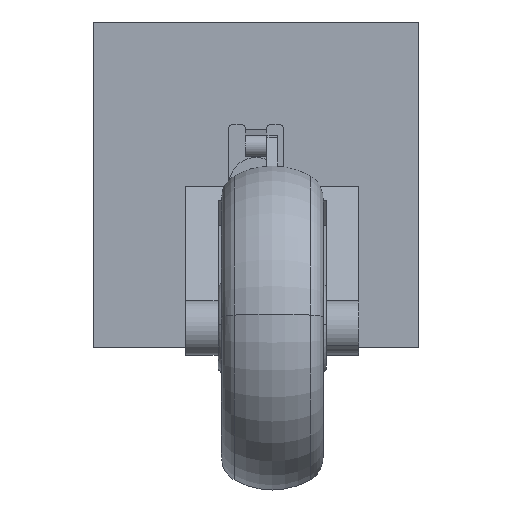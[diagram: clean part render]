
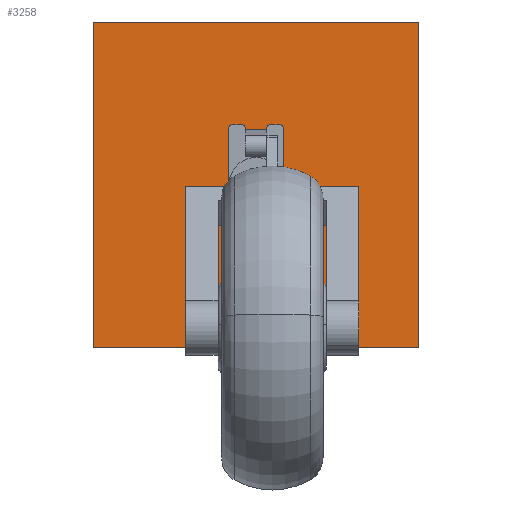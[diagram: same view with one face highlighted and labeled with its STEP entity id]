
A CAD part, front view. The second image highlights one B-rep face of the part: STEP entity #3258.
In plain terms, the highlighted planar face has unit normal (0, -1, 0).
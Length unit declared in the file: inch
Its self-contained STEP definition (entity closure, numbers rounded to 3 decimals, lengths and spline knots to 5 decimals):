
#102 = EDGE_CURVE ( 'NONE', #3675, #966, #5090, .T. ) ;
#221 = EDGE_CURVE ( 'NONE', #3732, #4743, #2826, .T. ) ;
#247 = CARTESIAN_POINT ( 'NONE',  ( -1.5, 0., -1.5 ) ) ;
#540 = CARTESIAN_POINT ( 'NONE',  ( 0., 0., -0.25 ) ) ;
#565 = DIRECTION ( 'NONE',  ( 0., 0., -1. ) ) ;
#592 = EDGE_CURVE ( 'NONE', #5485, #4541, #4352, .T. ) ;
#672 = AXIS2_PLACEMENT_3D ( 'NONE', #2432, #4671, #4183 ) ;
#829 = CARTESIAN_POINT ( 'NONE',  ( -1.5, 0., 1.5 ) ) ;
#832 = ORIENTED_EDGE ( 'NONE', *, *, #102, .F. ) ;
#914 = CARTESIAN_POINT ( 'NONE',  ( 0., 0., 0.25 ) ) ;
#966 = VERTEX_POINT ( 'NONE', #247 ) ;
#1169 = CARTESIAN_POINT ( 'NONE',  ( 0., 0., 0. ) ) ;
#1358 = CARTESIAN_POINT ( 'NONE',  ( -1.5, 0., 1.5 ) ) ;
#1424 = EDGE_CURVE ( 'NONE', #966, #3732, #5931, .T. ) ;
#1639 = ORIENTED_EDGE ( 'NONE', *, *, #2560, .F. ) ;
#1641 = CARTESIAN_POINT ( 'NONE',  ( -1.5, 0., 1.5 ) ) ;
#1946 = PLANE ( 'NONE',  #672 ) ;
#2432 = CARTESIAN_POINT ( 'NONE',  ( 0., 0., 0. ) ) ;
#2560 = EDGE_CURVE ( 'NONE', #4743, #3675, #6058, .T. ) ;
#2709 = EDGE_CURVE ( 'NONE', #4541, #5485, #3191, .T. ) ;
#2826 = LINE ( 'NONE', #1358, #5777 ) ;
#2981 = DIRECTION ( 'NONE',  ( 1., 0., 0. ) ) ;
#3191 = CIRCLE ( 'NONE', #4625, 0.25 ) ;
#3258 = ADVANCED_FACE ( 'NONE', ( #4705, #3510 ), #1946, .T. ) ;
#3362 = CARTESIAN_POINT ( 'NONE',  ( 0., 0., 0. ) ) ;
#3510 = FACE_OUTER_BOUND ( 'NONE', #4472, .T. ) ;
#3527 = DIRECTION ( 'NONE',  ( 0., 0., -1. ) ) ;
#3675 = VERTEX_POINT ( 'NONE', #5878 ) ;
#3732 = VERTEX_POINT ( 'NONE', #1641 ) ;
#3931 = EDGE_LOOP ( 'NONE', ( #6578, #6889 ) ) ;
#4015 = ORIENTED_EDGE ( 'NONE', *, *, #1424, .F. ) ;
#4183 = DIRECTION ( 'NONE',  ( 0., 0., -1. ) ) ;
#4352 = CIRCLE ( 'NONE', #5412, 0.25 ) ;
#4472 = EDGE_LOOP ( 'NONE', ( #1639, #6943, #4015, #832 ) ) ;
#4529 = DIRECTION ( 'NONE',  ( -1., 0., 0. ) ) ;
#4541 = VERTEX_POINT ( 'NONE', #540 ) ;
#4625 = AXIS2_PLACEMENT_3D ( 'NONE', #1169, #5779, #3527 ) ;
#4654 = VECTOR ( 'NONE', #5398, 39.37008 ) ;
#4671 = DIRECTION ( 'NONE',  ( 0., -1., 0. ) ) ;
#4705 = FACE_BOUND ( 'NONE', #3931, .T. ) ;
#4743 = VERTEX_POINT ( 'NONE', #5806 ) ;
#4926 = CARTESIAN_POINT ( 'NONE',  ( 1.5, 0., 1.5 ) ) ;
#5090 = LINE ( 'NONE', #7380, #5422 ) ;
#5398 = DIRECTION ( 'NONE',  ( 0., 0., 1. ) ) ;
#5412 = AXIS2_PLACEMENT_3D ( 'NONE', #3362, #5641, #565 ) ;
#5422 = VECTOR ( 'NONE', #4529, 39.37008 ) ;
#5485 = VERTEX_POINT ( 'NONE', #914 ) ;
#5641 = DIRECTION ( 'NONE',  ( 0., -1., 0. ) ) ;
#5777 = VECTOR ( 'NONE', #2981, 39.37008 ) ;
#5779 = DIRECTION ( 'NONE',  ( 0., -1., 0. ) ) ;
#5806 = CARTESIAN_POINT ( 'NONE',  ( 1.5, 0., 1.5 ) ) ;
#5878 = CARTESIAN_POINT ( 'NONE',  ( 1.5, 0., -1.5 ) ) ;
#5931 = LINE ( 'NONE', #829, #4654 ) ;
#6058 = LINE ( 'NONE', #4926, #6400 ) ;
#6400 = VECTOR ( 'NONE', #7225, 39.37008 ) ;
#6578 = ORIENTED_EDGE ( 'NONE', *, *, #2709, .F. ) ;
#6889 = ORIENTED_EDGE ( 'NONE', *, *, #592, .F. ) ;
#6943 = ORIENTED_EDGE ( 'NONE', *, *, #221, .F. ) ;
#7225 = DIRECTION ( 'NONE',  ( 0., 0., -1. ) ) ;
#7380 = CARTESIAN_POINT ( 'NONE',  ( -1.5, 0., -1.5 ) ) ;
